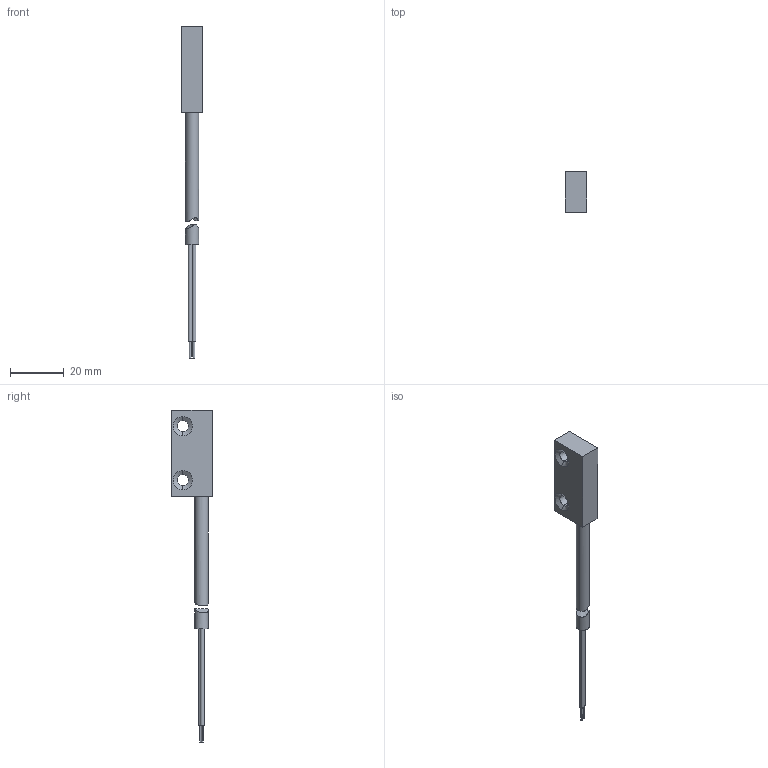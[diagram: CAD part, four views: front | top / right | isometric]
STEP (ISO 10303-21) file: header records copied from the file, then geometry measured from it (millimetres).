
FILE_DESCRIPTION (( 'STEP AP214' ), '1' );
FILE_NAME ('F800.STEP', '2021-12-30T09:19:33', ( '' ), ( '' ), 'SwSTEP 2.0', 'SolidWorks 2021', '' );
FILE_SCHEMA (( 'AUTOMOTIVE_DESIGN' ));
Length unit declared in the file: millimetre
Products named in the file (3): F800; Corpo_0-3; Cavo 1PDA
Assembly tree (2 placements, depth 2):
  F800
    Corpo_0-3
    Cavo 1PDA
Bounding box: 8 x 15 x 123 mm (x, y, z)
Volume: 3688.6 mm3; surface area: 3597.5 mm2
Topology: 3 solids, 3 shells, 43 faces, 86 edges, 54 vertices
Faces by surface type: cylinder 18, plane 13, cone 10, bspline 2
Entity records: 1565 total; most frequent: CARTESIAN_POINT 364, DIRECTION 216, ORIENTED_EDGE 172, AXIS2_PLACEMENT_3D 88, EDGE_CURVE 86, VERTEX_POINT 54, EDGE_LOOP 52, FACE_OUTER_BOUND 43
